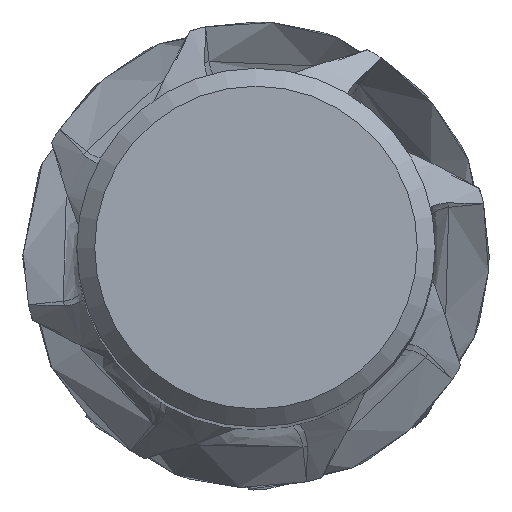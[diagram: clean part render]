
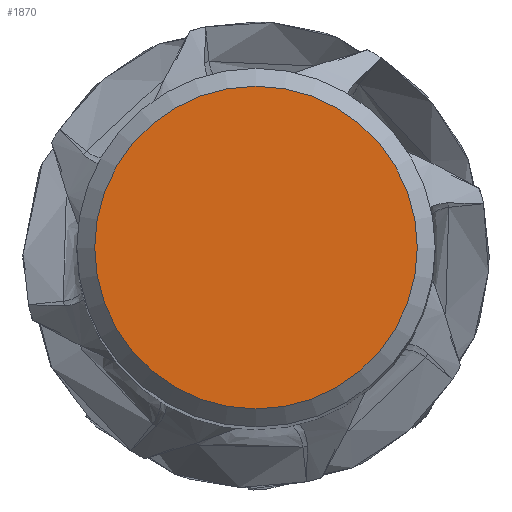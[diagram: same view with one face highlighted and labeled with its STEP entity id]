
A CAD part, top view. The second image highlights one B-rep face of the part: STEP entity #1870.
In plain terms, the highlighted planar face has unit normal (0, 0, 1).
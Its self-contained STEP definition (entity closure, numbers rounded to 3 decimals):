
#1830 = VERTEX_POINT('', #1831);
#1831 = CARTESIAN_POINT('', (-4.5, 0., 0.));
#1837 = EDGE_CURVE('', #1830, #1830, #1838, .T.);
#1838 = CIRCLE('', #1839, 4.5);
#1839 = AXIS2_PLACEMENT_3D('', #1840, #1841, #1842);
#1840 = CARTESIAN_POINT('', (0., 0., 0.));
#1841 = DIRECTION('', (0., 0., -1.));
#1842 = DIRECTION('', (-1., 0., 0.));
#1870 = ADVANCED_FACE('', (#1871), #1874, .T.);
#1871 = FACE_OUTER_BOUND('', #1872, .T.);
#1872 = EDGE_LOOP('', (#1873));
#1873 = ORIENTED_EDGE('', *, *, #1837, .F.);
#1874 = PLANE('', #1875);
#1875 = AXIS2_PLACEMENT_3D('', #1876, #1877, #1878);
#1876 = CARTESIAN_POINT('', (7., -7., 0.));
#1877 = DIRECTION('', (0., 0., 1.));
#1878 = DIRECTION('', (0., 1., 0.));
